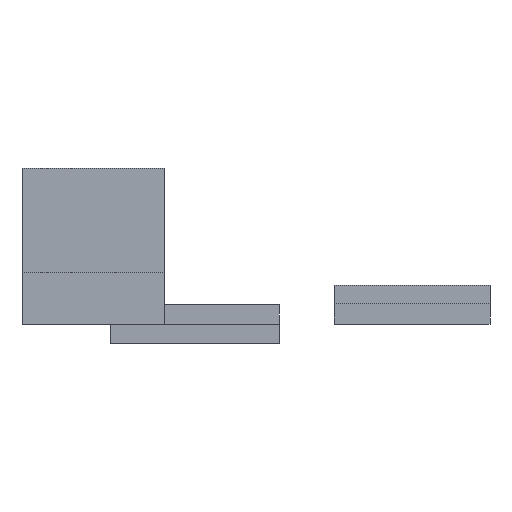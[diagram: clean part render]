
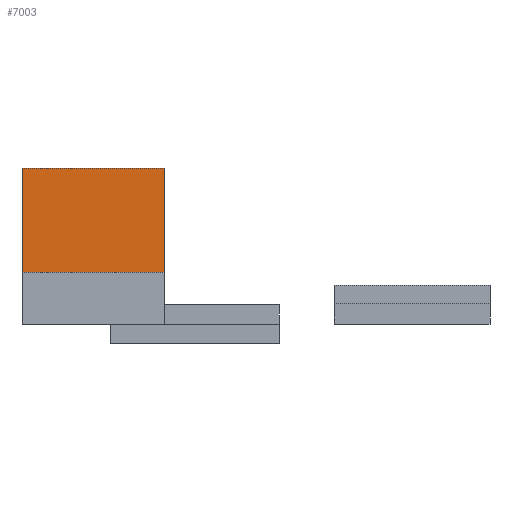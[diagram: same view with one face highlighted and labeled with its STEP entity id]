
A CAD part, left-side view. The second image highlights one B-rep face of the part: STEP entity #7003.
In plain terms, the highlighted planar face has unit normal (-1, 0, 0).
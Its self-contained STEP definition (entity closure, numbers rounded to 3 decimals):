
#385=PLANE('',#7676);
#770=FACE_OUTER_BOUND('',#1241,.T.);
#1241=EDGE_LOOP('',(#6487,#6488,#6489,#6490));
#1776=LINE('',#11135,#2485);
#1950=LINE('',#11696,#2659);
#1953=LINE('',#11703,#2662);
#1955=LINE('',#11706,#2664);
#2485=VECTOR('',#9111,10.);
#2659=VECTOR('',#9683,10.);
#2662=VECTOR('',#9690,10.);
#2664=VECTOR('',#9694,10.);
#3384=VERTEX_POINT('',#11129);
#3386=VERTEX_POINT('',#11133);
#3550=VERTEX_POINT('',#11694);
#3552=VERTEX_POINT('',#11702);
#4259=EDGE_CURVE('',#3384,#3386,#1776,.T.);
#4529=EDGE_CURVE('',#3550,#3386,#1950,.T.);
#4532=EDGE_CURVE('',#3552,#3384,#1953,.T.);
#4534=EDGE_CURVE('',#3550,#3552,#1955,.T.);
#6487=ORIENTED_EDGE('',*,*,#4259,.T.);
#6488=ORIENTED_EDGE('',*,*,#4529,.F.);
#6489=ORIENTED_EDGE('',*,*,#4534,.T.);
#6490=ORIENTED_EDGE('',*,*,#4532,.T.);
#7003=ADVANCED_FACE('',(#770),#385,.T.);
#7676=AXIS2_PLACEMENT_3D('',#11705,#9692,#9693);
#9111=DIRECTION('',(0.,-1.,0.));
#9683=DIRECTION('',(0.,0.,-1.));
#9690=DIRECTION('',(0.,0.,-1.));
#9692=DIRECTION('center_axis',(-1.,0.,0.));
#9693=DIRECTION('ref_axis',(0.,1.,0.));
#9694=DIRECTION('',(0.,1.,0.));
#11129=CARTESIAN_POINT('',(-242.,360.,40.));
#11133=CARTESIAN_POINT('',(-242.,250.,40.));
#11135=CARTESIAN_POINT('',(-242.,277.5,40.));
#11694=CARTESIAN_POINT('',(-242.,250.,120.));
#11696=CARTESIAN_POINT('',(-242.,250.,120.));
#11702=CARTESIAN_POINT('',(-242.,360.,120.));
#11703=CARTESIAN_POINT('',(-242.,360.,120.));
#11705=CARTESIAN_POINT('Origin',(-242.,250.,120.));
#11706=CARTESIAN_POINT('',(-242.,250.,120.));
